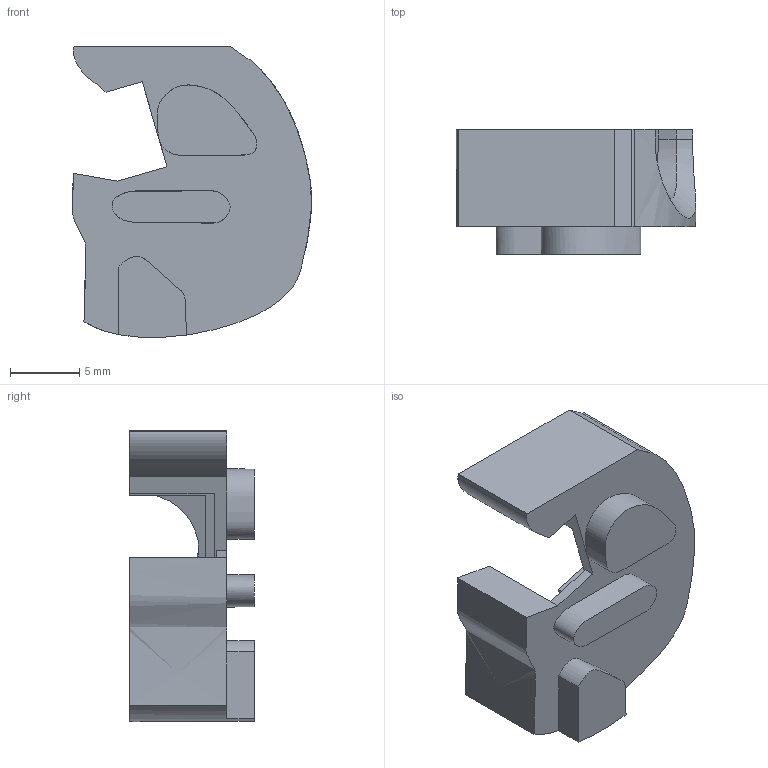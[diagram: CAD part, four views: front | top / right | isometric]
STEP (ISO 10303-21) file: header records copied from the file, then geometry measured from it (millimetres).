
FILE_DESCRIPTION(/* description */ ('','CAx-IF Rec.Pracs.---Representation and Presentation of Product Manufacturing Information (PMI)---4.0---2014-10-13'),/* implementation_level */ '2;1');
FILE_NAME(/* name */ 'O4 Lite Cam Crux35 15 v3.step',/* time_stamp */ '2025-02-14T13:59:26+01:00',/* author */ (''),/* organization */ (''),/* preprocessor_version */ 'ST-DEVELOPER v20',/* originating_system */ 'Autodesk Translation Framework v13.20.0.188',/* authorisation */ '');
FILE_SCHEMA (('AP242_MANAGED_MODEL_BASED_3D_ENGINEERING_MIM_LF { 1 0 10303 442 1 1 4 }'));
Length unit declared in the file: millimetre
Products named in the file (1): O4 Lite Cam Crux35 15°
Bounding box: 17.25 x 9 x 20.98 mm (x, y, z)
Volume: 1293.8 mm3; surface area: 1342.9 mm2
Topology: 1 solids, 1 shells, 42 faces, 110 edges, 71 vertices
Faces by surface type: plane 28, bspline 13, cylinder 1
Entity records: 2713 total; most frequent: CARTESIAN_POINT 1784, ORIENTED_EDGE 220, DIRECTION 137, EDGE_CURVE 110, LINE 75, VECTOR 75, VERTEX_POINT 71, EDGE_LOOP 43
